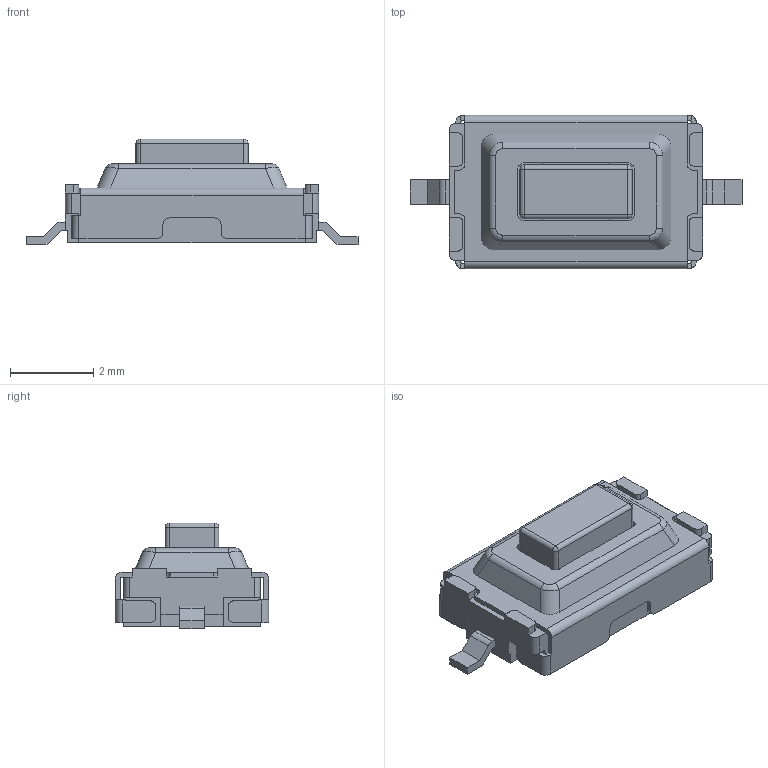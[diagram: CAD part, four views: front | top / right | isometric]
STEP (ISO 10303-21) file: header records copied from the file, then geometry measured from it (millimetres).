
FILE_DESCRIPTION( ( 'STEP AP214' ), '1' );
FILE_NAME( 'PTS636SK25SMTRLFS.stp', '2020-05-02T20:58:44', ( 'License CC BY-ND 4.0' ), ( 'CADENAS' ), ' ', 'PARTsolutions', ' ' );
FILE_SCHEMA( ( 'AUTOMOTIVE_DESIGN { 1 0 10303 214 1 1 1 1 }' ) );
Length unit declared in the file: millimetre
Products named in the file (8): PTS636SK25SMTRLFS; MSBR-7_1; MSBR-6_1; MSBR-4_1; MSBR-3_1; MSBR-2_1; MSBR-1_1; MSBR-5-JIEDI_1
Assembly tree (7 placements, depth 2):
  PTS636SK25SMTRLFS
    MSBR-7_1
    MSBR-6_1
    MSBR-4_1
    MSBR-3_1
    MSBR-2_1
    MSBR-1_1
    MSBR-5-JIEDI_1
Bounding box: 8 x 3.7 x 2.55 mm (x, y, z)
Volume: 26.7 mm3; surface area: 269 mm2
Topology: 7 solids, 7 shells, 647 faces, 1845 edges, 1220 vertices
Faces by surface type: plane 384, cylinder 203, bspline 28, extrusion 24, sphere 4, torus 4
Entity records: 23195 total; most frequent: CARTESIAN_POINT 6746, ORIENTED_EDGE 3682, DIRECTION 2983, EDGE_CURVE 1841, VERTEX_POINT 1220, VECTOR 1211, LINE 1187, AXIS2_PLACEMENT_3D 886
